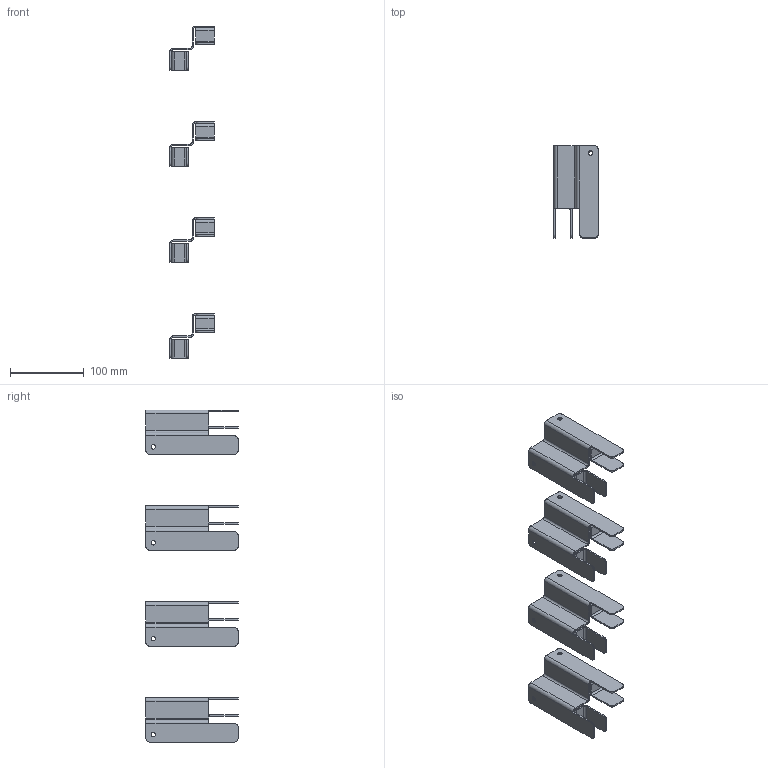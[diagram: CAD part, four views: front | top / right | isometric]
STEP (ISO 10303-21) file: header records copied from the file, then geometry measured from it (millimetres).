
FILE_DESCRIPTION (( 'STEP AP203' ), '1' );
FILE_NAME ('T77200.STEP', '2018-09-11T15:19:11', ( '' ), ( '' ), 'SwSTEP 2.0', 'SolidWorks 2016', '' );
FILE_SCHEMA (( 'CONFIG_CONTROL_DESIGN' ));
Length unit declared in the file: millimetre
Products named in the file (4): TH813; TH814; TH108; T77200
Assembly tree (7 placements, depth 3):
  T77200
    TH108  x4
      TH814
      TH813
Bounding box: 60 x 125 x 450 mm (x, y, z)
Volume: 126292.1 mm3; surface area: 134397.8 mm2
Topology: 12 solids, 12 shells, 368 faces, 808 edges, 464 vertices
Faces by surface type: plane 256, cylinder 112
Entity records: 2394 total; most frequent: DIRECTION 354, CARTESIAN_POINT 319, ORIENTED_EDGE 304, EDGE_CURVE 152, AXIS2_PLACEMENT_3D 123, VECTOR 108, LINE 108, VERTEX_POINT 88
